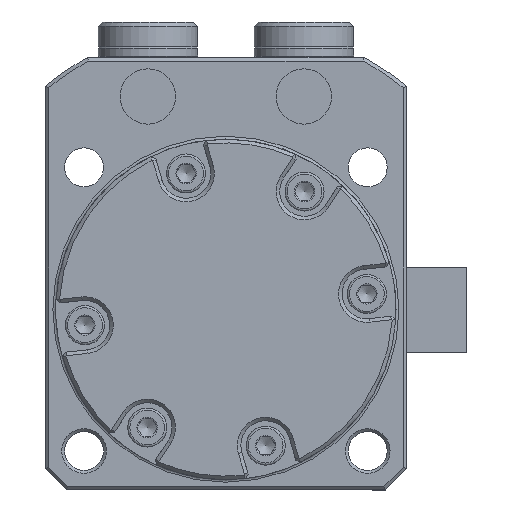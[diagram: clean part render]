
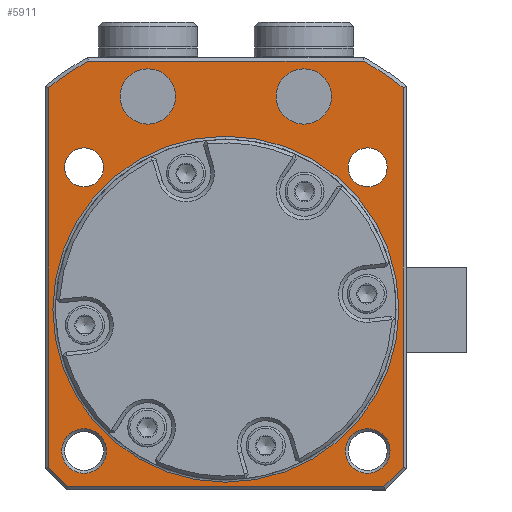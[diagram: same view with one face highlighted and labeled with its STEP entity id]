
A CAD part, front view. The second image highlights one B-rep face of the part: STEP entity #5911.
In plain terms, the highlighted planar face has unit normal (0, -1, 0).
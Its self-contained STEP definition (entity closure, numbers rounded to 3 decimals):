
#261=LINE('',#9844,#685);
#264=LINE('',#9852,#688);
#266=LINE('',#9856,#690);
#268=LINE('',#9860,#692);
#271=LINE('',#9866,#695);
#277=LINE('',#9998,#701);
#685=VECTOR('',#7289,1000.);
#688=VECTOR('',#7296,1000.);
#690=VECTOR('',#7300,1000.);
#692=VECTOR('',#7304,1000.);
#695=VECTOR('',#7309,1000.);
#701=VECTOR('',#7341,1000.);
#1098=PLANE('',#6616);
#1324=CIRCLE('',#6508,3.9);
#1330=CIRCLE('',#6534,40.);
#1335=CIRCLE('',#6543,40.);
#1341=CIRCLE('',#6556,3.9);
#1349=CIRCLE('',#6581,2.75);
#1351=CIRCLE('',#6584,2.75);
#1355=CIRCLE('',#6602,3.15);
#1361=CIRCLE('',#6615,3.15);
#1362=CIRCLE('',#6617,24.4);
#2156=ORIENTED_EDGE('',*,*,#3473,.F.);
#2157=ORIENTED_EDGE('',*,*,#3471,.T.);
#2158=ORIENTED_EDGE('',*,*,#3511,.T.);
#2159=ORIENTED_EDGE('',*,*,#3342,.F.);
#2160=ORIENTED_EDGE('',*,*,#3427,.F.);
#2161=ORIENTED_EDGE('',*,*,#3512,.T.);
#2162=ORIENTED_EDGE('',*,*,#3505,.T.);
#2163=ORIENTED_EDGE('',*,*,#3422,.F.);
#2164=ORIENTED_EDGE('',*,*,#3403,.T.);
#2165=ORIENTED_EDGE('',*,*,#3401,.T.);
#2166=ORIENTED_EDGE('',*,*,#3398,.T.);
#2167=ORIENTED_EDGE('',*,*,#3396,.T.);
#2168=ORIENTED_EDGE('',*,*,#3394,.T.);
#2169=ORIENTED_EDGE('',*,*,#3390,.F.);
#2170=ORIENTED_EDGE('',*,*,#3419,.T.);
#3342=EDGE_CURVE('',#4127,#4127,#1324,.T.);
#3390=EDGE_CURVE('',#4159,#4160,#261,.T.);
#3394=EDGE_CURVE('',#4162,#4160,#264,.T.);
#3396=EDGE_CURVE('',#4163,#4162,#266,.T.);
#3398=EDGE_CURVE('',#4164,#4163,#268,.T.);
#3401=EDGE_CURVE('',#4166,#4164,#271,.T.);
#3403=EDGE_CURVE('',#4167,#4166,#1330,.T.);
#3419=EDGE_CURVE('',#4159,#4176,#1335,.T.);
#3422=EDGE_CURVE('',#4167,#4176,#277,.T.);
#3427=EDGE_CURVE('',#4181,#4181,#1341,.T.);
#3471=EDGE_CURVE('',#4202,#4202,#1349,.T.);
#3473=EDGE_CURVE('',#4204,#4204,#1351,.T.);
#3505=EDGE_CURVE('',#4218,#4218,#1355,.T.);
#3511=EDGE_CURVE('',#4224,#4224,#1361,.T.);
#3512=EDGE_CURVE('',#4225,#4225,#1362,.T.);
#4127=VERTEX_POINT('',#9580);
#4159=VERTEX_POINT('',#9845);
#4160=VERTEX_POINT('',#9846);
#4162=VERTEX_POINT('',#9853);
#4163=VERTEX_POINT('',#9857);
#4164=VERTEX_POINT('',#9861);
#4166=VERTEX_POINT('',#9867);
#4167=VERTEX_POINT('',#9874);
#4176=VERTEX_POINT('',#9994);
#4181=VERTEX_POINT('',#10014);
#4202=VERTEX_POINT('',#10417);
#4204=VERTEX_POINT('',#10422);
#4218=VERTEX_POINT('',#10776);
#4224=VERTEX_POINT('',#10795);
#4225=VERTEX_POINT('',#10798);
#4877=EDGE_LOOP('',(#2156));
#4878=EDGE_LOOP('',(#2157));
#4879=EDGE_LOOP('',(#2158));
#4880=EDGE_LOOP('',(#2159));
#4881=EDGE_LOOP('',(#2160));
#4882=EDGE_LOOP('',(#2161));
#4883=EDGE_LOOP('',(#2162));
#4884=EDGE_LOOP('',(#2163,#2164,#2165,#2166,#2167,#2168,#2169,#2170));
#5405=FACE_BOUND('',#4877,.T.);
#5406=FACE_BOUND('',#4878,.T.);
#5407=FACE_BOUND('',#4879,.T.);
#5408=FACE_BOUND('',#4880,.T.);
#5409=FACE_BOUND('',#4881,.T.);
#5410=FACE_BOUND('',#4882,.T.);
#5411=FACE_BOUND('',#4883,.T.);
#5412=FACE_BOUND('',#4884,.T.);
#5911=ADVANCED_FACE('',(#5405,#5406,#5407,#5408,#5409,#5410,#5411,#5412),
#1098,.F.);
#6508=AXIS2_PLACEMENT_3D('',#9579,#7219,#7220);
#6534=AXIS2_PLACEMENT_3D('',#9873,#7312,#7313);
#6543=AXIS2_PLACEMENT_3D('',#9993,#7334,#7335);
#6556=AXIS2_PLACEMENT_3D('',#10013,#7362,#7363);
#6581=AXIS2_PLACEMENT_3D('',#10416,#7435,#7436);
#6584=AXIS2_PLACEMENT_3D('',#10421,#7441,#7442);
#6602=AXIS2_PLACEMENT_3D('',#10775,#7493,#7494);
#6615=AXIS2_PLACEMENT_3D('',#10794,#7519,#7520);
#6616=AXIS2_PLACEMENT_3D('',#10796,#7521,#7522);
#6617=AXIS2_PLACEMENT_3D('',#10797,#7523,#7524);
#7219=DIRECTION('',(0.,-1.,0.));
#7220=DIRECTION('',(1.,0.,0.));
#7289=DIRECTION('',(1.,0.,0.));
#7296=DIRECTION('',(-0.707,0.,0.707));
#7300=DIRECTION('',(0.,0.,1.));
#7304=DIRECTION('',(0.707,0.,0.707));
#7309=DIRECTION('',(1.,0.,0.));
#7312=DIRECTION('',(0.,-1.,0.));
#7313=DIRECTION('',(-0.875,0.,-0.484));
#7334=DIRECTION('',(0.,-1.,0.));
#7335=DIRECTION('',(-0.781,0.,0.625));
#7341=DIRECTION('',(0.,0.,1.));
#7362=DIRECTION('',(0.,-1.,0.));
#7363=DIRECTION('',(1.,0.,0.));
#7435=DIRECTION('',(0.,1.,0.));
#7436=DIRECTION('',(-1.,0.,0.));
#7441=DIRECTION('',(0.,-1.,0.));
#7442=DIRECTION('',(-1.,0.,0.));
#7493=DIRECTION('',(0.,1.,0.));
#7494=DIRECTION('',(0.,0.,1.));
#7519=DIRECTION('',(0.,1.,0.));
#7520=DIRECTION('',(0.,0.,1.));
#7521=DIRECTION('',(0.,1.,0.));
#7522=DIRECTION('',(0.,0.,1.));
#7523=DIRECTION('',(0.,1.,0.));
#7524=DIRECTION('',(0.,0.,-1.));
#9579=CARTESIAN_POINT('',(-30.,1.5,-11.));
#9580=CARTESIAN_POINT('',(-26.1,1.5,-11.));
#9844=CARTESIAN_POINT('',(-31.225,1.5,25.));
#9845=CARTESIAN_POINT('',(-31.225,1.5,25.));
#9846=CARTESIAN_POINT('',(22.293,1.5,25.));
#9852=CARTESIAN_POINT('',(25.,1.5,22.293));
#9853=CARTESIAN_POINT('',(25.,1.5,22.293));
#9856=CARTESIAN_POINT('',(25.,1.5,-22.293));
#9857=CARTESIAN_POINT('',(25.,1.5,-22.293));
#9860=CARTESIAN_POINT('',(22.293,1.5,-25.));
#9861=CARTESIAN_POINT('',(22.293,1.5,-25.));
#9866=CARTESIAN_POINT('',(-31.225,1.5,-25.));
#9867=CARTESIAN_POINT('',(-31.225,1.5,-25.));
#9873=CARTESIAN_POINT('',(0.,1.5,0.));
#9874=CARTESIAN_POINT('',(-35.,1.5,-19.365));
#9993=CARTESIAN_POINT('',(0.,1.5,0.));
#9994=CARTESIAN_POINT('',(-35.,1.5,19.365));
#9998=CARTESIAN_POINT('',(-35.,1.5,-19.365));
#10013=CARTESIAN_POINT('',(-30.,1.5,11.));
#10014=CARTESIAN_POINT('',(-26.1,1.5,11.));
#10416=CARTESIAN_POINT('',(-20.,1.5,-20.));
#10417=CARTESIAN_POINT('',(-22.75,1.5,-20.));
#10421=CARTESIAN_POINT('',(-20.,1.5,20.));
#10422=CARTESIAN_POINT('',(-22.75,1.5,20.));
#10775=CARTESIAN_POINT('',(20.,1.5,20.));
#10776=CARTESIAN_POINT('',(20.,1.5,23.15));
#10794=CARTESIAN_POINT('',(20.,1.5,-20.));
#10795=CARTESIAN_POINT('',(20.,1.5,-16.85));
#10796=CARTESIAN_POINT('',(-24.,1.5,0.));
#10797=CARTESIAN_POINT('',(0.,1.5,0.));
#10798=CARTESIAN_POINT('',(0.,1.5,-24.4));
